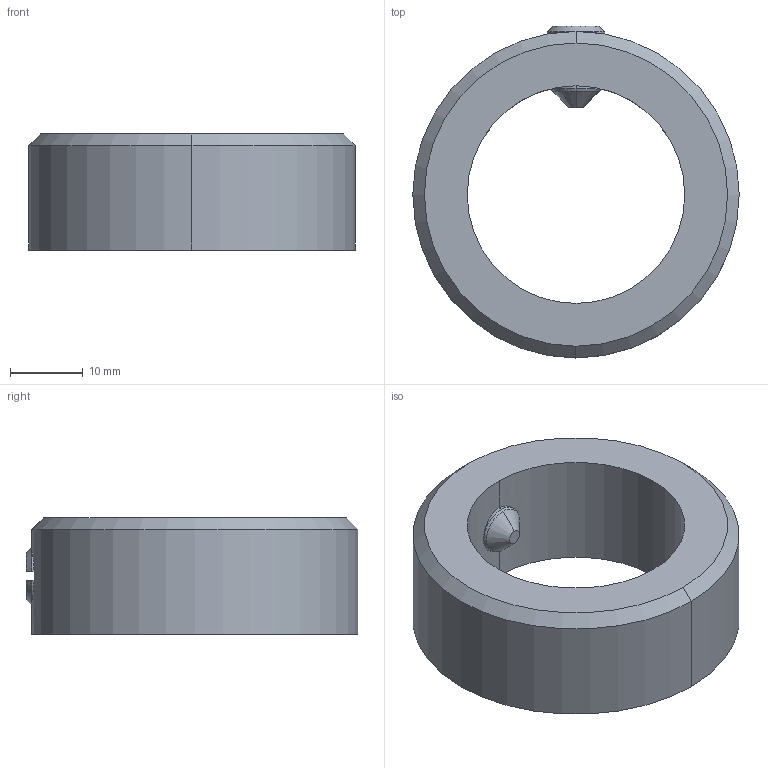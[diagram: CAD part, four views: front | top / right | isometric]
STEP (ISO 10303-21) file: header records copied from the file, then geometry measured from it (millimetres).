
FILE_DESCRIPTION(('Creo Elements/Direct Modeling STEP Export'),'2;1');
FILE_NAME('20382_Stellring-DIN705_A30-St-verz-(30_46x16).stp','2022-12-12T14:09:09',(''),(''),'PTC Creo Elements/Direct Modeling STEP processor for AP214 (Solid Model)','PTC Creo Elements/Direct Modeling 19.0C 15-Aug-2015 (C) Parametric Technology GmbH','');
FILE_SCHEMA(('AUTOMOTIVE_DESIGN { 1 0 10303 214 1 1 1 1 }'));
Length unit declared in the file: millimetre
Products named in the file (2): Stellring-DIN705_A30-St-verz-3046x16_20382_PX183654
Assembly tree (1 placements, depth 2):
  Stellring-DIN705_A30-St-verz-3046x16_20382_PX183654
    Stellring-DIN705_A30-St-verz-3046x16_20382_PX183654
Bounding box: 45 x 45.75 x 16 mm (x, y, z)
Volume: 14030.6 mm3; surface area: 5474 mm2
Topology: 1 solids, 1 shells, 30 faces, 69 edges, 41 vertices
Faces by surface type: cylinder 14, plane 8, cone 8
Entity records: 967 total; most frequent: CARTESIAN_POINT 266, ORIENTED_EDGE 138, DIRECTION 112, EDGE_CURVE 69, AXIS2_PLACEMENT_3D 44, VERTEX_POINT 41, EDGE_LOOP 32, FACE_OUTER_BOUND 30
